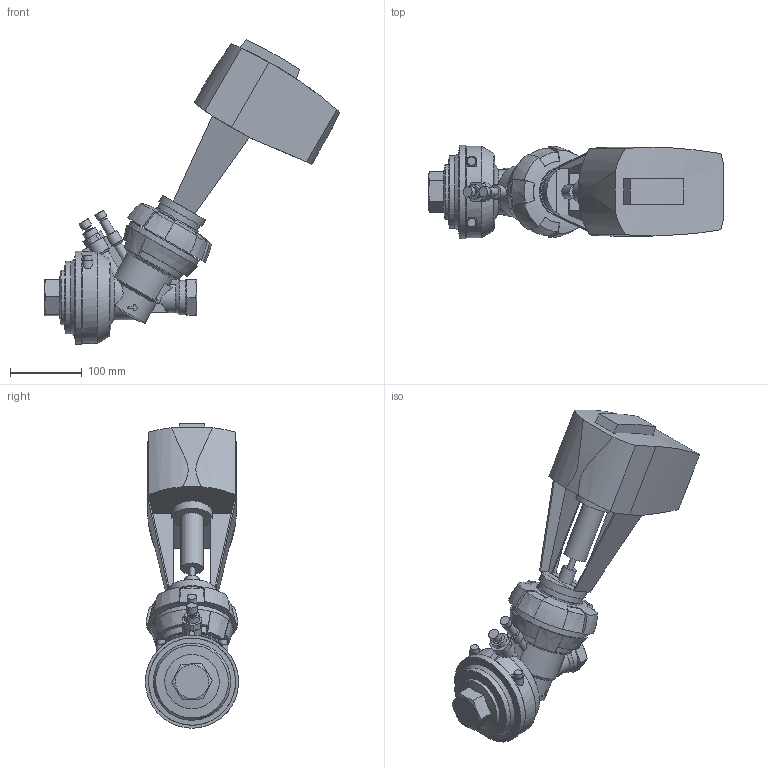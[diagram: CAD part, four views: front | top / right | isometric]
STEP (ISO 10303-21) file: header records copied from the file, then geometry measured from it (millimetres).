
FILE_DESCRIPTION( ( 'Unknown' ), '1' );
FILE_NAME( '322202-50711_TA-FUSION-P-32_Slider750.stp', 'Unknown', ( 'Unknown' ), ( 'Unknown' ), 'PSStep 14.0', 'Unknown', ' ' );
FILE_SCHEMA( ( 'AUTOMOTIVE_DESIGN { 1 0 10303 214 1 1 1 1 }' ) );
Length unit declared in the file: millimetre
Products named in the file (1): 22202-001032_TA-FUSION-P-32
Bounding box: 411.92 x 129.94 x 424.74 mm (x, y, z)
Volume: 4255398.6 mm3; surface area: 287736.7 mm2
Topology: 1 solids, 1 shells, 247 faces, 657 edges, 431 vertices
Faces by surface type: plane 130, cylinder 69, cone 36, bspline 6, extrusion 5, torus 1
Full cylindrical faces by diameter (mm): 8 x1, 8.2 x1, 10 x2, 11.8 x2, 12 x1, 13.6 x1, 13.8 x1, 14.5 x1, 18 x1, 20 x2, 25.5 x1, 32 x1, 48 x1, 64 x1, 66.2 x1, 68 x1, 69 x1, 69.2 x1, 76 x1, 101.5 x1, 110 x1, 121.6 x1, 130 x1
Entity records: 10884 total; most frequent: CARTESIAN_POINT 2996, DIRECTION 1211, ORIENTED_EDGE 1202, EDGE_CURVE 601, AXIS2_PLACEMENT_3D 470, VERTEX_POINT 415, EDGE_LOOP 314, FACE_OUTER_BOUND 276
